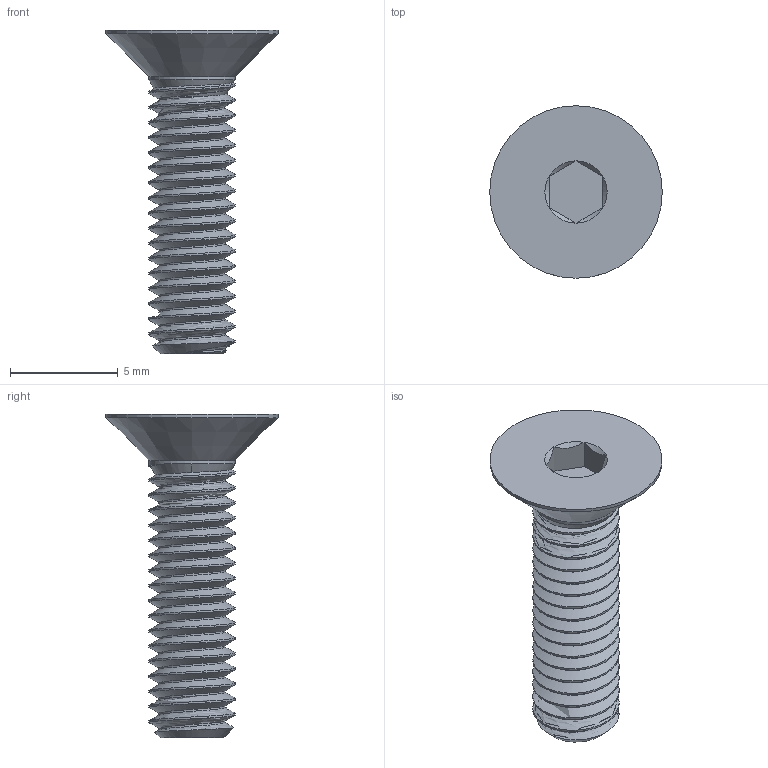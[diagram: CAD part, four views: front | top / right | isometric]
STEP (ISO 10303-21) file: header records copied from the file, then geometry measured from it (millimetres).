
FILE_DESCRIPTION(/* description */ (''),/* implementation_level */ '2;1');
FILE_NAME(/* name */ '92125A104_18-8 Stainless Steel Hex Drive Flat Head Screw.step',/* time_stamp */ '2022-12-08T12:31:38+01:00',/* author */ (''),/* organization */ (''),/* preprocessor_version */ 'ST-DEVELOPER v19.2',/* originating_system */ 'Autodesk Translation Framework v11.17.0.187',/* authorisation */ '');
FILE_SCHEMA (('AUTOMOTIVE_DESIGN { 1 0 10303 214 3 1 1 }'));
Length unit declared in the file: millimetre
Products named in the file (1): 92125A104_18-8 Stainless Steel Hex Drive Flat Head Screw
Bounding box: 8 x 8 x 15 mm (x, y, z)
Volume: 187 mm3; surface area: 371.7 mm2
Topology: 1 solids, 1 shells, 60 faces, 158 edges, 101 vertices
Faces by surface type: cylinder 39, cone 10, plane 9, bspline 2
Full cylindrical faces by diameter (mm): 3.091 x17, 4 x18, 8 x1
Entity records: 4466 total; most frequent: CARTESIAN_POINT 3155, ORIENTED_EDGE 316, DIRECTION 211, EDGE_CURVE 158, VERTEX_POINT 101, AXIS2_PLACEMENT_3D 79, EDGE_LOOP 61, FACE_OUTER_BOUND 60
